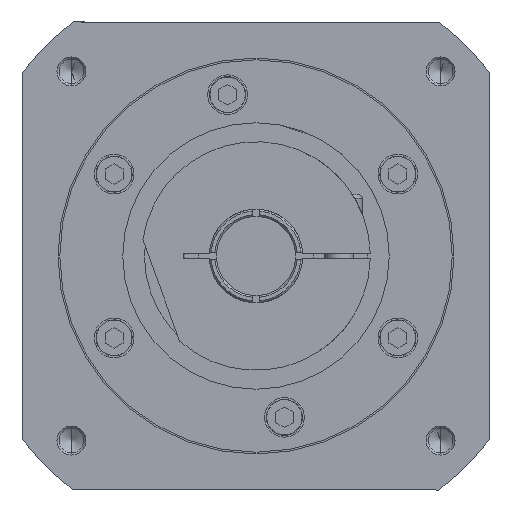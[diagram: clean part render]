
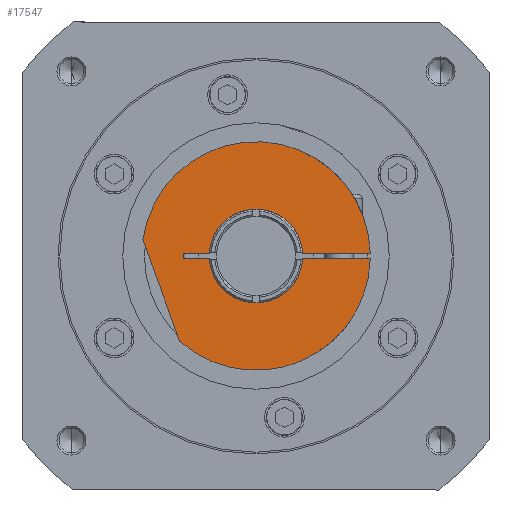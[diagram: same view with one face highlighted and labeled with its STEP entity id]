
A CAD part, left-side view. The second image highlights one B-rep face of the part: STEP entity #17547.
In plain terms, the highlighted planar face has unit normal (-1, 0, 0).
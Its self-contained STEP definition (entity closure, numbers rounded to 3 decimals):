
#123 = DIRECTION ( 'NONE',  ( 0., -1., 0. ) ) ;
#816 = ORIENTED_EDGE ( 'NONE', *, *, #12804, .F. ) ;
#872 = ORIENTED_EDGE ( 'NONE', *, *, #6835, .F. ) ;
#1593 = CARTESIAN_POINT ( 'NONE',  ( -53., -31.741, 0.75 ) ) ;
#1704 = ORIENTED_EDGE ( 'NONE', *, *, #9410, .F. ) ;
#1879 = CARTESIAN_POINT ( 'NONE',  ( -53., 12.978, -0.75 ) ) ;
#1933 = VECTOR ( 'NONE', #123, 1000. ) ;
#1934 = LINE ( 'NONE', #10922, #11543 ) ;
#1992 = DIRECTION ( 'NONE',  ( 1., 0., 0. ) ) ;
#2106 = DIRECTION ( 'NONE',  ( 0., 1., 0. ) ) ;
#2322 = DIRECTION ( 'NONE',  ( 0., 1., 0. ) ) ;
#2499 = VERTEX_POINT ( 'NONE', #12357 ) ;
#2627 = VERTEX_POINT ( 'NONE', #1879 ) ;
#2738 = AXIS2_PLACEMENT_3D ( 'NONE', #14384, #6432, #2106 ) ;
#3007 = VECTOR ( 'NONE', #15864, 1000. ) ;
#3306 = VERTEX_POINT ( 'NONE', #10126 ) ;
#3339 = EDGE_CURVE ( 'NONE', #14897, #7936, #16446, .T. ) ;
#3477 = CARTESIAN_POINT ( 'NONE',  ( -53., -31.741, -0.75 ) ) ;
#3961 = DIRECTION ( 'NONE',  ( 1., 0., 0. ) ) ;
#4151 = DIRECTION ( 'NONE',  ( 0., -1., 0. ) ) ;
#4304 = CIRCLE ( 'NONE', #6202, 13. ) ;
#4334 = CARTESIAN_POINT ( 'NONE',  ( -53., -12.978, 0.75 ) ) ;
#4395 = CIRCLE ( 'NONE', #2738, 13. ) ;
#4712 = AXIS2_PLACEMENT_3D ( 'NONE', #6515, #3961, #17359 ) ;
#5270 = DIRECTION ( 'NONE',  ( 0., 1., 0. ) ) ;
#6202 = AXIS2_PLACEMENT_3D ( 'NONE', #13250, #10601, #2322 ) ;
#6432 = DIRECTION ( 'NONE',  ( -1., 0., 0. ) ) ;
#6446 = EDGE_CURVE ( 'NONE', #16255, #15215, #8949, .T. ) ;
#6515 = CARTESIAN_POINT ( 'NONE',  ( -53., 0., 0. ) ) ;
#6595 = VERTEX_POINT ( 'NONE', #8870 ) ;
#6835 = EDGE_CURVE ( 'NONE', #2499, #16255, #1934, .T. ) ;
#7188 = AXIS2_PLACEMENT_3D ( 'NONE', #8016, #11914, #5270 ) ;
#7860 = DIRECTION ( 'NONE',  ( 0., 1., 0. ) ) ;
#7936 = VERTEX_POINT ( 'NONE', #4334 ) ;
#8016 = CARTESIAN_POINT ( 'NONE',  ( -53., 0., 0. ) ) ;
#8814 = DIRECTION ( 'NONE',  ( 0., 1., 0. ) ) ;
#8870 = CARTESIAN_POINT ( 'NONE',  ( -53., 20., 0.75 ) ) ;
#8947 = LINE ( 'NONE', #9302, #3007 ) ;
#8949 = CIRCLE ( 'NONE', #12062, 31.75 ) ;
#8984 = DIRECTION ( 'NONE',  ( 0., 1., 0. ) ) ;
#9255 = VECTOR ( 'NONE', #8984, 1000. ) ;
#9302 = CARTESIAN_POINT ( 'NONE',  ( -53., 31.431, 4.489 ) ) ;
#9410 = EDGE_CURVE ( 'NONE', #7936, #15196, #4395, .T. ) ;
#10108 = EDGE_CURVE ( 'NONE', #15196, #6595, #17313, .T. ) ;
#10126 = CARTESIAN_POINT ( 'NONE',  ( -53., 31.431, 4.489 ) ) ;
#10412 = CARTESIAN_POINT ( 'NONE',  ( -53., 20., 0.75 ) ) ;
#10601 = DIRECTION ( 'NONE',  ( -1., 0., 0. ) ) ;
#10852 = ORIENTED_EDGE ( 'NONE', *, *, #12631, .F. ) ;
#10922 = CARTESIAN_POINT ( 'NONE',  ( -53., -31.741, -0.75 ) ) ;
#11241 = VECTOR ( 'NONE', #7860, 1000. ) ;
#11543 = VECTOR ( 'NONE', #4151, 1000. ) ;
#11615 = CARTESIAN_POINT ( 'NONE',  ( -53., -31.741, 0.75 ) ) ;
#11729 = DIRECTION ( 'NONE',  ( 0., 0., -1. ) ) ;
#11808 = ORIENTED_EDGE ( 'NONE', *, *, #12609, .F. ) ;
#11914 = DIRECTION ( 'NONE',  ( 1., 0., 0. ) ) ;
#12062 = AXIS2_PLACEMENT_3D ( 'NONE', #15340, #1992, #8814 ) ;
#12322 = CARTESIAN_POINT ( 'NONE',  ( -53., 12.978, 0.75 ) ) ;
#12357 = CARTESIAN_POINT ( 'NONE',  ( -53., -12.978, -0.75 ) ) ;
#12585 = VERTEX_POINT ( 'NONE', #14531 ) ;
#12609 = EDGE_CURVE ( 'NONE', #2627, #2499, #4304, .T. ) ;
#12631 = EDGE_CURVE ( 'NONE', #6595, #12585, #13472, .T. ) ;
#12804 = EDGE_CURVE ( 'NONE', #3306, #14897, #16819, .T. ) ;
#13109 = FACE_OUTER_BOUND ( 'NONE', #15754, .T. ) ;
#13250 = CARTESIAN_POINT ( 'NONE',  ( -53., 0., 0. ) ) ;
#13255 = VECTOR ( 'NONE', #11729, 1000. ) ;
#13472 = LINE ( 'NONE', #10412, #13255 ) ;
#13473 = ORIENTED_EDGE ( 'NONE', *, *, #6446, .F. ) ;
#13792 = EDGE_CURVE ( 'NONE', #15215, #3306, #8947, .T. ) ;
#14237 = CARTESIAN_POINT ( 'NONE',  ( -53., 12.978, 0.75 ) ) ;
#14337 = EDGE_CURVE ( 'NONE', #12585, #2627, #15299, .T. ) ;
#14384 = CARTESIAN_POINT ( 'NONE',  ( -53., 0., 0. ) ) ;
#14531 = CARTESIAN_POINT ( 'NONE',  ( -53., 20., -0.75 ) ) ;
#14631 = ORIENTED_EDGE ( 'NONE', *, *, #10108, .F. ) ;
#14897 = VERTEX_POINT ( 'NONE', #1593 ) ;
#14908 = CARTESIAN_POINT ( 'NONE',  ( -53., 12.978, -0.75 ) ) ;
#15196 = VERTEX_POINT ( 'NONE', #14237 ) ;
#15210 = ORIENTED_EDGE ( 'NONE', *, *, #3339, .F. ) ;
#15215 = VERTEX_POINT ( 'NONE', #15687 ) ;
#15299 = LINE ( 'NONE', #14908, #1933 ) ;
#15340 = CARTESIAN_POINT ( 'NONE',  ( -53., 0., 0. ) ) ;
#15687 = CARTESIAN_POINT ( 'NONE',  ( -53., 21.192, -23.643 ) ) ;
#15754 = EDGE_LOOP ( 'NONE', ( #1704, #15210, #816, #16379, #13473, #872, #11808, #16205, #10852, #14631 ) ) ;
#15864 = DIRECTION ( 'NONE',  ( 0., 0.342, 0.94 ) ) ;
#16205 = ORIENTED_EDGE ( 'NONE', *, *, #14337, .F. ) ;
#16255 = VERTEX_POINT ( 'NONE', #3477 ) ;
#16379 = ORIENTED_EDGE ( 'NONE', *, *, #13792, .F. ) ;
#16446 = LINE ( 'NONE', #11615, #9255 ) ;
#16819 = CIRCLE ( 'NONE', #4712, 31.75 ) ;
#17313 = LINE ( 'NONE', #12322, #11241 ) ;
#17359 = DIRECTION ( 'NONE',  ( 0., 1., 0. ) ) ;
#17364 = PLANE ( 'NONE',  #7188 ) ;
#17547 = ADVANCED_FACE ( 'NONE', ( #13109 ), #17364, .F. ) ;
